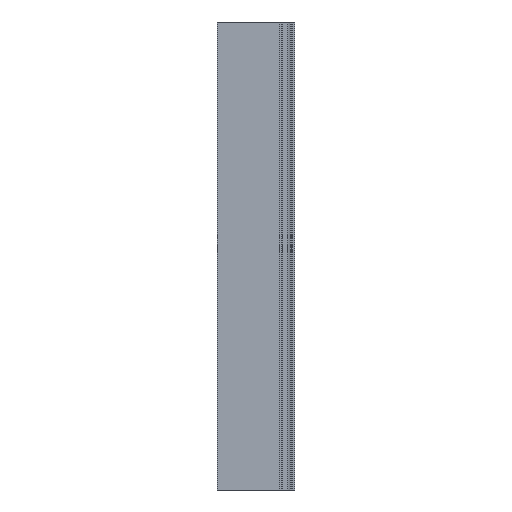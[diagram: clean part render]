
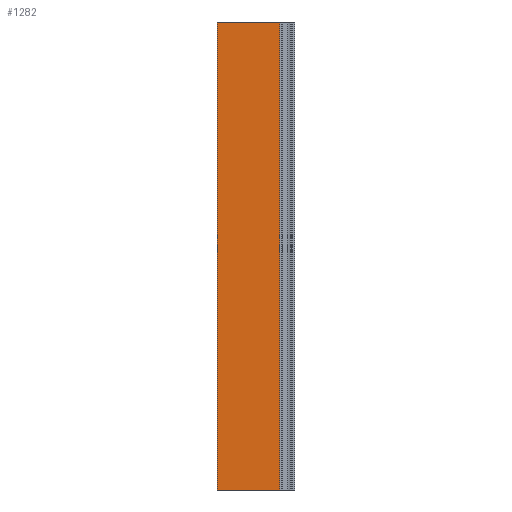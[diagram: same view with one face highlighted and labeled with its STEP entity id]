
A CAD part, left-side view. The second image highlights one B-rep face of the part: STEP entity #1282.
In plain terms, the highlighted planar face has unit normal (-1, 0, 0).
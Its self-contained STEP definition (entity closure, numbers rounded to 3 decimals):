
#283 = VERTEX_POINT ( 'NONE', #2779 ) ;
#539 = LINE ( 'NONE', #1719, #541 ) ;
#541 = VECTOR ( 'NONE', #1731, 1000. ) ;
#623 = ORIENTED_EDGE ( 'NONE', *, *, #2000, .T. ) ;
#628 = VECTOR ( 'NONE', #2769, 1000. ) ;
#765 = VERTEX_POINT ( 'NONE', #2833 ) ;
#785 = EDGE_CURVE ( 'NONE', #765, #2157, #1105, .T. ) ;
#832 = CARTESIAN_POINT ( 'NONE',  ( -2.65, 0., 300. ) ) ;
#1030 = DIRECTION ( 'NONE',  ( 0., 0., 1. ) ) ;
#1050 = CARTESIAN_POINT ( 'NONE',  ( -2.65, 40.03, 300. ) ) ;
#1051 = DIRECTION ( 'NONE',  ( -1., 0., 0. ) ) ;
#1077 = CARTESIAN_POINT ( 'NONE',  ( -2.65, 0., -40.382 ) ) ;
#1105 = LINE ( 'NONE', #1251, #1402 ) ;
#1251 = CARTESIAN_POINT ( 'NONE',  ( -2.65, 0., 0. ) ) ;
#1282 = ADVANCED_FACE ( 'NONE', ( #2110 ), #2307, .T. ) ;
#1296 = ORIENTED_EDGE ( 'NONE', *, *, #2049, .T. ) ;
#1402 = VECTOR ( 'NONE', #2775, 1000. ) ;
#1421 = AXIS2_PLACEMENT_3D ( 'NONE', #1077, #1051, #1030 ) ;
#1529 = CARTESIAN_POINT ( 'NONE',  ( -2.65, 40.03, -40.382 ) ) ;
#1612 = EDGE_CURVE ( 'NONE', #2157, #283, #539, .T. ) ;
#1663 = VECTOR ( 'NONE', #2805, 1000. ) ;
#1719 = CARTESIAN_POINT ( 'NONE',  ( -2.65, 0., -40.382 ) ) ;
#1731 = DIRECTION ( 'NONE',  ( 0., 0., 1. ) ) ;
#1933 = VERTEX_POINT ( 'NONE', #1050 ) ;
#2000 = EDGE_CURVE ( 'NONE', #283, #1933, #2190, .T. ) ;
#2018 = EDGE_LOOP ( 'NONE', ( #2410, #623, #1296, #2764 ) ) ;
#2049 = EDGE_CURVE ( 'NONE', #1933, #765, #2749, .T. ) ;
#2110 = FACE_OUTER_BOUND ( 'NONE', #2018, .T. ) ;
#2157 = VERTEX_POINT ( 'NONE', #2420 ) ;
#2190 = LINE ( 'NONE', #832, #628 ) ;
#2307 = PLANE ( 'NONE',  #1421 ) ;
#2410 = ORIENTED_EDGE ( 'NONE', *, *, #1612, .T. ) ;
#2420 = CARTESIAN_POINT ( 'NONE',  ( -2.65, 0., 0. ) ) ;
#2749 = LINE ( 'NONE', #1529, #1663 ) ;
#2764 = ORIENTED_EDGE ( 'NONE', *, *, #785, .T. ) ;
#2769 = DIRECTION ( 'NONE',  ( 0., 1., 0. ) ) ;
#2775 = DIRECTION ( 'NONE',  ( 0., -1., 0. ) ) ;
#2779 = CARTESIAN_POINT ( 'NONE',  ( -2.65, 0., 300. ) ) ;
#2805 = DIRECTION ( 'NONE',  ( 0., 0., -1. ) ) ;
#2833 = CARTESIAN_POINT ( 'NONE',  ( -2.65, 40.03, 0. ) ) ;
